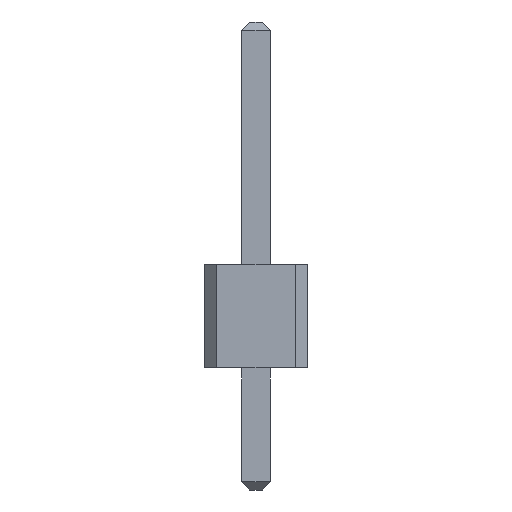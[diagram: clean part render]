
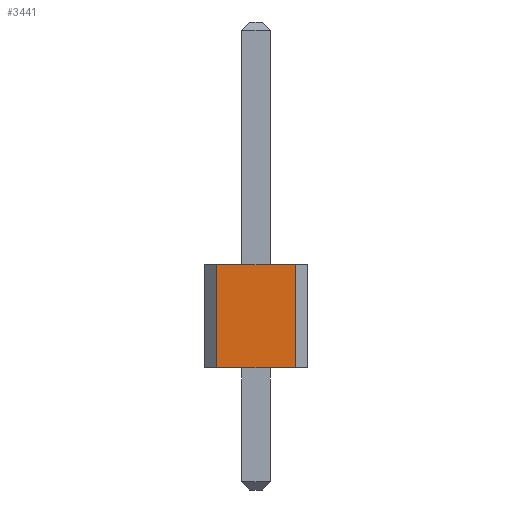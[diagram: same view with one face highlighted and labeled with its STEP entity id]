
A CAD part, front view. The second image highlights one B-rep face of the part: STEP entity #3441.
In plain terms, the highlighted planar face has unit normal (0, -1, 0).
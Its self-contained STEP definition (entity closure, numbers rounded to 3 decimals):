
#3243 = VERTEX_POINT('',#3244);
#3244 = CARTESIAN_POINT('',(-0.97,-36.83,0.));
#3250 = EDGE_CURVE('',#3251,#3243,#3253,.T.);
#3251 = VERTEX_POINT('',#3252);
#3252 = CARTESIAN_POINT('',(0.97,-36.83,0.));
#3253 = LINE('',#3254,#3255);
#3254 = CARTESIAN_POINT('',(1.27,-36.83,0.));
#3255 = VECTOR('',#3256,1.);
#3256 = DIRECTION('',(-1.,0.,0.));
#3357 = VERTEX_POINT('',#3358);
#3358 = CARTESIAN_POINT('',(-0.97,-36.83,2.54));
#3364 = EDGE_CURVE('',#3365,#3357,#3367,.T.);
#3365 = VERTEX_POINT('',#3366);
#3366 = CARTESIAN_POINT('',(0.97,-36.83,2.54));
#3367 = LINE('',#3368,#3369);
#3368 = CARTESIAN_POINT('',(1.27,-36.83,2.54));
#3369 = VECTOR('',#3370,1.);
#3370 = DIRECTION('',(-1.,0.,0.));
#3431 = EDGE_CURVE('',#3251,#3365,#3432,.T.);
#3432 = LINE('',#3433,#3434);
#3433 = CARTESIAN_POINT('',(0.97,-36.83,0.));
#3434 = VECTOR('',#3435,1.);
#3435 = DIRECTION('',(0.,0.,1.));
#3441 = ADVANCED_FACE('',(#3442),#3453,.T.);
#3442 = FACE_BOUND('',#3443,.T.);
#3443 = EDGE_LOOP('',(#3444,#3445,#3446,#3447));
#3444 = ORIENTED_EDGE('',*,*,#3250,.F.);
#3445 = ORIENTED_EDGE('',*,*,#3431,.T.);
#3446 = ORIENTED_EDGE('',*,*,#3364,.T.);
#3447 = ORIENTED_EDGE('',*,*,#3448,.F.);
#3448 = EDGE_CURVE('',#3243,#3357,#3449,.T.);
#3449 = LINE('',#3450,#3451);
#3450 = CARTESIAN_POINT('',(-0.97,-36.83,0.));
#3451 = VECTOR('',#3452,1.);
#3452 = DIRECTION('',(0.,0.,1.));
#3453 = PLANE('',#3454);
#3454 = AXIS2_PLACEMENT_3D('',#3455,#3456,#3457);
#3455 = CARTESIAN_POINT('',(1.27,-36.83,0.));
#3456 = DIRECTION('',(0.,-1.,0.));
#3457 = DIRECTION('',(-1.,0.,0.));
